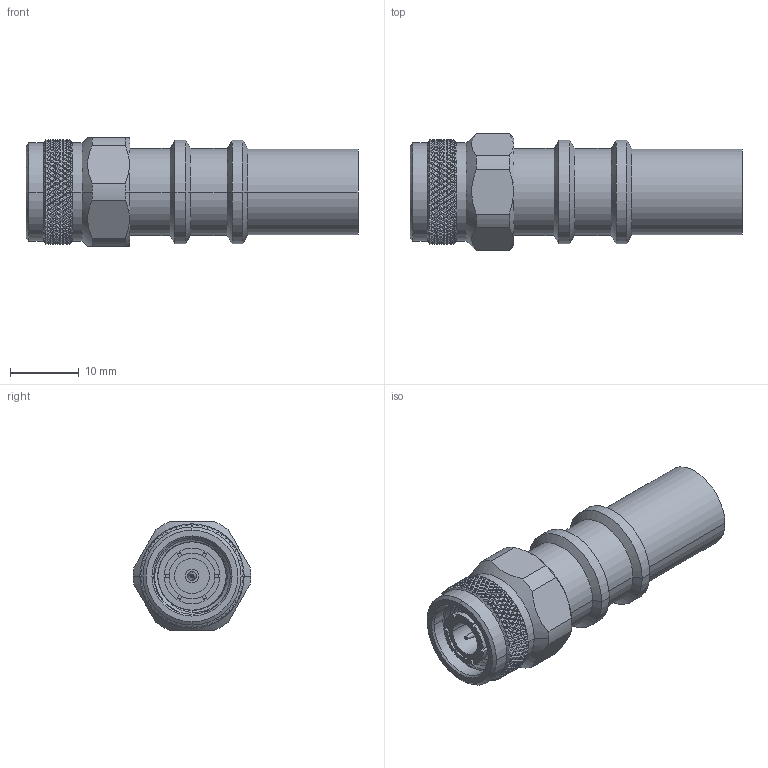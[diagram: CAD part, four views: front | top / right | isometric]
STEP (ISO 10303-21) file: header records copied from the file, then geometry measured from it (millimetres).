
FILE_DESCRIPTION (( 'STEP AP203' ), '1' );
FILE_NAME ('EZ-400-TM-X.step', '2019-05-09T23:24:00', ( '' ), ( '' ), 'SwSTEP 2.0', 'SolidWorks 2018', '' );
FILE_SCHEMA (( 'CONFIG_CONTROL_DESIGN' ));
Length unit declared in the file: inch
Products named in the file (1): EZ-400-TM-X
Bounding box: 48.19 x 17.06 x 15.8 mm (x, y, z)
Volume: 5593.5 mm3; surface area: 4703.1 mm2
Topology: 2 solids, 2 shells, 2260 faces, 4898 edges, 2651 vertices
Faces by surface type: bspline 1683, cylinder 494, plane 44, cone 37, torus 2
Entity records: 78119 total; most frequent: CARTESIAN_POINT 47484, ORIENTED_EDGE 9796, EDGE_CURVE 4898, VERTEX_POINT 2651, EDGE_LOOP 2271, FACE_OUTER_BOUND 2260, ADVANCED_FACE 2260, B_SPLINE_CURVE_WITH_KNOTS 2192
